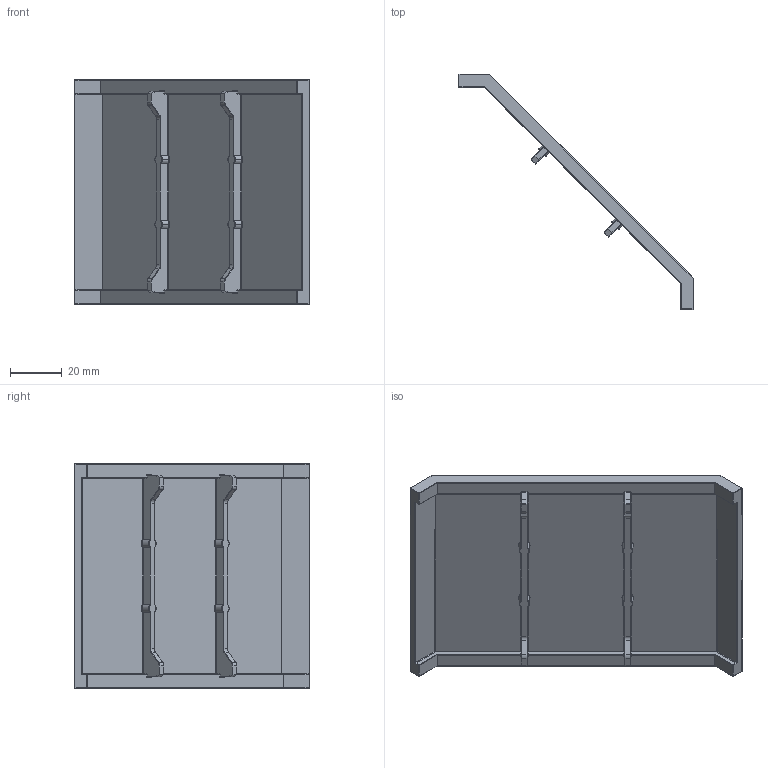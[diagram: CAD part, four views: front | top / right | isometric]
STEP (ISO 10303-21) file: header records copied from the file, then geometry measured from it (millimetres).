
FILE_DESCRIPTION (( 'STEP AP203' ), '1' );
FILE_NAME ('084.206.006.STEP', '2015-05-20T09:40:44', ( '' ), ( '' ), 'SwSTEP 2.0', 'SolidWorks 2012', '' );
FILE_SCHEMA (( 'CONFIG_CONTROL_DESIGN' ));
Length unit declared in the file: millimetre
Products named in the file (1): 084.206.006
Bounding box: 91 x 91 x 87 mm (x, y, z)
Volume: 39578.8 mm3; surface area: 26970.8 mm2
Topology: 1 solids, 1 shells, 409 faces, 953 edges, 514 vertices
Faces by surface type: cylinder 195, torus 84, sphere 76, plane 54
Entity records: 11342 total; most frequent: DIRECTION 2299, CARTESIAN_POINT 1833, ORIENTED_EDGE 1830, AXIS2_PLACEMENT_3D 974, EDGE_CURVE 915, CIRCLE 564, VERTEX_POINT 508, EDGE_LOOP 409
